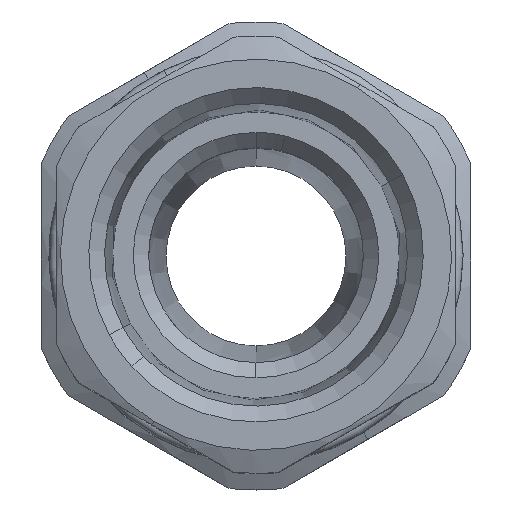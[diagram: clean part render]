
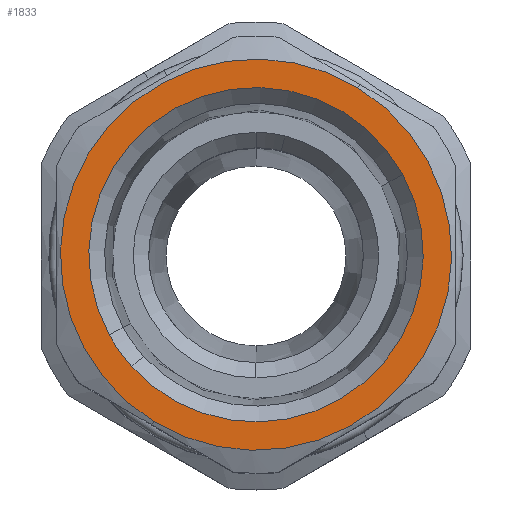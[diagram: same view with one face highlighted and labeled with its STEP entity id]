
A CAD part, top view. The second image highlights one B-rep face of the part: STEP entity #1833.
In plain terms, the highlighted planar face has unit normal (0, 0, 1).
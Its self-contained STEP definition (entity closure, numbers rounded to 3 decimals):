
#1688=AXIS2_PLACEMENT_3D('Circle Axis2P3D',#1686,#1687,$) ;
#1719=AXIS2_PLACEMENT_3D('Circle Axis2P3D',#1717,#1718,$) ;
#1801=AXIS2_PLACEMENT_3D('Plane Axis2P3D',#1798,#1799,#1800) ;
#1809=AXIS2_PLACEMENT_3D('Circle Axis2P3D',#1807,#1808,$) ;
#1818=AXIS2_PLACEMENT_3D('Circle Axis2P3D',#1816,#1817,$) ;
#1825=AXIS2_PLACEMENT_3D('Circle Axis2P3D',#1823,#1824,$) ;
#1683=CARTESIAN_POINT('Vertex',(7.366,4.362,67.75)) ;
#1686=CARTESIAN_POINT('Axis2P3D Location',(14.,15.25,67.75)) ;
#1690=CARTESIAN_POINT('Vertex',(20.634,26.138,67.75)) ;
#1717=CARTESIAN_POINT('Axis2P3D Location',(14.,15.25,67.75)) ;
#1798=CARTESIAN_POINT('Axis2P3D Location',(14.,15.25,67.75)) ;
#1807=CARTESIAN_POINT('Axis2P3D Location',(14.,15.25,67.75)) ;
#1811=CARTESIAN_POINT('Vertex',(23.566,20.476,67.75)) ;
#1813=CARTESIAN_POINT('Vertex',(4.434,10.024,67.75)) ;
#1816=CARTESIAN_POINT('Axis2P3D Location',(14.,15.25,67.75)) ;
#1820=CARTESIAN_POINT('Vertex',(5.907,7.949,67.75)) ;
#1823=CARTESIAN_POINT('Axis2P3D Location',(14.,15.25,67.75)) ;
#1687=DIRECTION('Axis2P3D Direction',(0.,0.,-1.)) ;
#1718=DIRECTION('Axis2P3D Direction',(0.,0.,-1.)) ;
#1799=DIRECTION('Axis2P3D Direction',(0.,0.,-1.)) ;
#1800=DIRECTION('Axis2P3D XDirection',(0.,-1.,0.)) ;
#1808=DIRECTION('Axis2P3D Direction',(0.,0.,-1.)) ;
#1817=DIRECTION('Axis2P3D Direction',(0.,0.,-1.)) ;
#1824=DIRECTION('Axis2P3D Direction',(0.,0.,-1.)) ;
#1804=ORIENTED_EDGE('',*,*,#1721,.T.) ;
#1805=ORIENTED_EDGE('',*,*,#1692,.T.) ;
#1829=ORIENTED_EDGE('',*,*,#1815,.F.) ;
#1830=ORIENTED_EDGE('',*,*,#1822,.F.) ;
#1831=ORIENTED_EDGE('',*,*,#1827,.F.) ;
#1832=FACE_BOUND('',#1828,.T.) ;
#1833=ADVANCED_FACE('Part1.1\\Koerper.2',(#1806,#1832),#1802,.F.) ;
#1689=CIRCLE('generated circle',#1688,12.75) ;
#1720=CIRCLE('generated circle',#1719,12.75) ;
#1810=CIRCLE('generated circle',#1809,10.9) ;
#1819=CIRCLE('generated circle',#1818,10.9) ;
#1826=CIRCLE('generated circle',#1825,10.9) ;
#1692=EDGE_CURVE('',#1691,#1684,#1689,.F.) ;
#1721=EDGE_CURVE('',#1684,#1691,#1720,.F.) ;
#1815=EDGE_CURVE('',#1812,#1814,#1810,.F.) ;
#1822=EDGE_CURVE('',#1821,#1812,#1819,.F.) ;
#1827=EDGE_CURVE('',#1814,#1821,#1826,.F.) ;
#1803=EDGE_LOOP('',(#1804,#1805)) ;
#1828=EDGE_LOOP('',(#1829,#1830,#1831)) ;
#1806=FACE_OUTER_BOUND('',#1803,.T.) ;
#1802=PLANE('',#1801) ;
#1684=VERTEX_POINT('',#1683) ;
#1691=VERTEX_POINT('',#1690) ;
#1812=VERTEX_POINT('',#1811) ;
#1814=VERTEX_POINT('',#1813) ;
#1821=VERTEX_POINT('',#1820) ;
